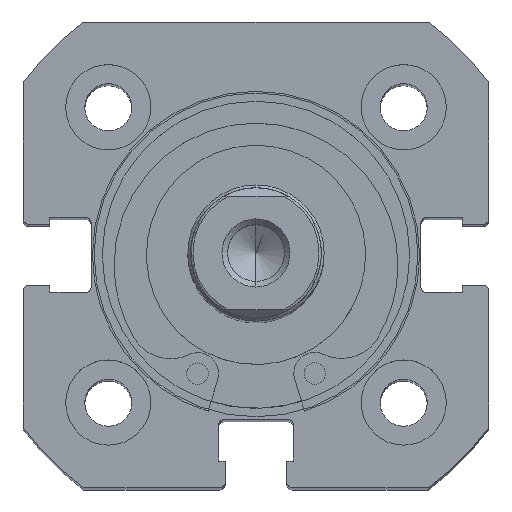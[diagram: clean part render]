
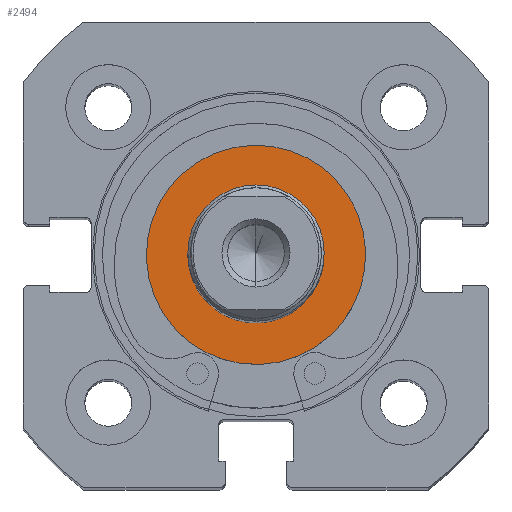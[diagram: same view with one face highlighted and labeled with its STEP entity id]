
A CAD part, top view. The second image highlights one B-rep face of the part: STEP entity #2494.
In plain terms, the highlighted face is planar.
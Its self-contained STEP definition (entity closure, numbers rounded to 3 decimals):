
#592 = CARTESIAN_POINT ( 'NONE',  ( 0., 0., 6. ) ) ;
#596 = CARTESIAN_POINT ( 'NONE',  ( 0., 0., 9.65 ) ) ;
#599 = CARTESIAN_POINT ( 'NONE',  ( 0., 0., -9.65 ) ) ;
#620 = CARTESIAN_POINT ( 'NONE',  ( 0., 0., -6. ) ) ;
#1772 = ORIENTED_EDGE ( 'NONE', *, *, #2847, .F. ) ;
#1773 = ORIENTED_EDGE ( 'NONE', *, *, #2829, .F. ) ;
#1774 = ORIENTED_EDGE ( 'NONE', *, *, #2807, .T. ) ;
#1775 = ORIENTED_EDGE ( 'NONE', *, *, #2845, .T. ) ;
#2074 = EDGE_LOOP ( 'NONE', ( #1772, #1773 ) ) ;
#2113 = EDGE_LOOP ( 'NONE', ( #1774, #1775 ) ) ;
#2494 = ADVANCED_FACE ( 'NONE', ( #5855, #5836 ), #4076, .F. ) ;
#2807 = EDGE_CURVE ( 'NONE', #3908, #3911, #5592, .T. ) ;
#2829 = EDGE_CURVE ( 'NONE', #3932, #3904, #5621, .T. ) ;
#2845 = EDGE_CURVE ( 'NONE', #3911, #3908, #5641, .T. ) ;
#2847 = EDGE_CURVE ( 'NONE', #3904, #3932, #5645, .T. ) ;
#3164 = AXIS2_PLACEMENT_3D ( 'NONE', #4075, #4077, #4078 ) ;
#3392 = AXIS2_PLACEMENT_3D ( 'NONE', #5093, #5098, #5099 ) ;
#3402 = AXIS2_PLACEMENT_3D ( 'NONE', #5156, #5157, #5158 ) ;
#3418 = AXIS2_PLACEMENT_3D ( 'NONE', #6084, #6091, #6092 ) ;
#3420 = AXIS2_PLACEMENT_3D ( 'NONE', #6090, #6096, #6097 ) ;
#3904 = VERTEX_POINT ( 'NONE', #592 ) ;
#3908 = VERTEX_POINT ( 'NONE', #596 ) ;
#3911 = VERTEX_POINT ( 'NONE', #599 ) ;
#3932 = VERTEX_POINT ( 'NONE', #620 ) ;
#4075 = CARTESIAN_POINT ( 'NONE',  ( 0., 9.65, 0. ) ) ;
#4076 = PLANE ( 'NONE',  #3164 ) ;
#4077 = DIRECTION ( 'NONE',  ( 1., 0., 0. ) ) ;
#4078 = DIRECTION ( 'NONE',  ( 0., 0., -1. ) ) ;
#5093 = CARTESIAN_POINT ( 'NONE',  ( 0., 0., 0. ) ) ;
#5098 = DIRECTION ( 'NONE',  ( -1., 0., 0. ) ) ;
#5099 = DIRECTION ( 'NONE',  ( 0., 0., 1. ) ) ;
#5156 = CARTESIAN_POINT ( 'NONE',  ( 0., 0., 0. ) ) ;
#5157 = DIRECTION ( 'NONE',  ( -1., 0., 0. ) ) ;
#5158 = DIRECTION ( 'NONE',  ( 0., 0., 1. ) ) ;
#5592 = CIRCLE ( 'NONE', #3392, 9.65 ) ;
#5621 = CIRCLE ( 'NONE', #3402, 6. ) ;
#5641 = CIRCLE ( 'NONE', #3418, 9.65 ) ;
#5645 = CIRCLE ( 'NONE', #3420, 6. ) ;
#5836 = FACE_OUTER_BOUND ( 'NONE', #2113, .T. ) ;
#5855 = FACE_BOUND ( 'NONE', #2074, .T. ) ;
#6084 = CARTESIAN_POINT ( 'NONE',  ( 0., 0., 0. ) ) ;
#6090 = CARTESIAN_POINT ( 'NONE',  ( 0., 0., 0. ) ) ;
#6091 = DIRECTION ( 'NONE',  ( -1., 0., 0. ) ) ;
#6092 = DIRECTION ( 'NONE',  ( 0., 0., 1. ) ) ;
#6096 = DIRECTION ( 'NONE',  ( -1., 0., 0. ) ) ;
#6097 = DIRECTION ( 'NONE',  ( 0., 0., 1. ) ) ;
